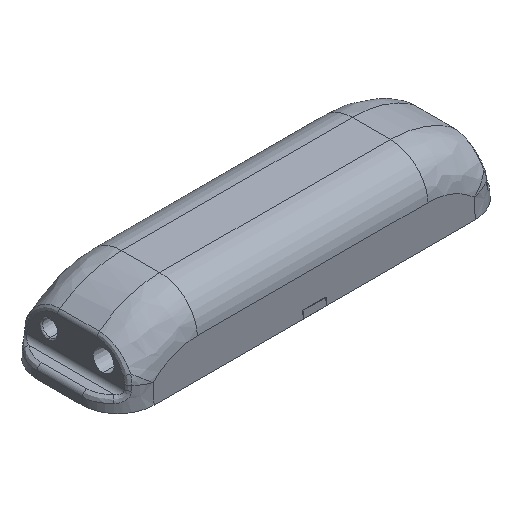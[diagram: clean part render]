
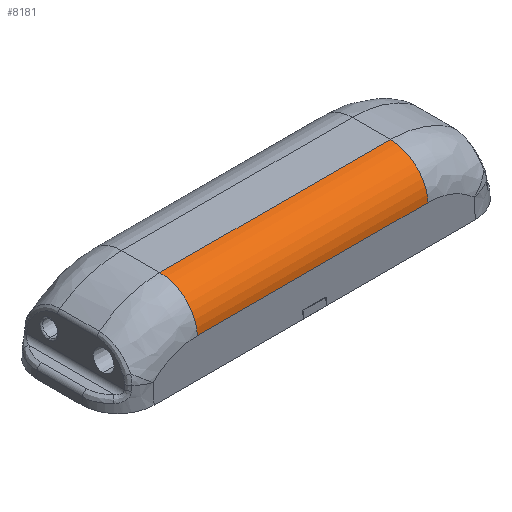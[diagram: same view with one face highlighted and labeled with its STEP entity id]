
A CAD part, isometric view. The second image highlights one B-rep face of the part: STEP entity #8181.
In plain terms, the highlighted cylindrical face has radius 4.572 mm (diameter 9.144 mm), a partial arc.
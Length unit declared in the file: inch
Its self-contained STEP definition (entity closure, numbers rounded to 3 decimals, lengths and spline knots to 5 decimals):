
#96 = VECTOR ( 'NONE', #13118, 39.37008 ) ;
#485 = VERTEX_POINT ( 'NONE', #3664 ) ;
#506 = CARTESIAN_POINT ( 'NONE',  ( 0.55, -0.09111, 0.345 ) ) ;
#1010 = AXIS2_PLACEMENT_3D ( 'NONE', #10970, #6926, #4770 ) ;
#1319 = EDGE_CURVE ( 'NONE', #7068, #10700, #10801, .T. ) ;
#1440 = CIRCLE ( 'NONE', #1010, 0.18 ) ;
#1839 = DIRECTION ( 'NONE',  ( -1., 0., 0. ) ) ;
#2438 = DIRECTION ( 'NONE',  ( 1., 0., 0. ) ) ;
#3254 = CARTESIAN_POINT ( 'NONE',  ( 0.55, -0.27086, 0.17442 ) ) ;
#3664 = CARTESIAN_POINT ( 'NONE',  ( -0.55, -0.27086, 0.17442 ) ) ;
#3698 = DIRECTION ( 'NONE',  ( 0., 0., -1. ) ) ;
#3970 = FACE_OUTER_BOUND ( 'NONE', #11048, .T. ) ;
#4599 = EDGE_CURVE ( 'NONE', #9755, #10700, #1440, .T. ) ;
#4731 = ORIENTED_EDGE ( 'NONE', *, *, #1319, .F. ) ;
#4765 = CYLINDRICAL_SURFACE ( 'NONE', #8261, 0.18 ) ;
#4770 = DIRECTION ( 'NONE',  ( 0., 0., 1. ) ) ;
#5771 = VECTOR ( 'NONE', #2438, 39.37008 ) ;
#5919 = LINE ( 'NONE', #11913, #96 ) ;
#5985 = DIRECTION ( 'NONE',  ( 1., 0., 0. ) ) ;
#6325 = EDGE_CURVE ( 'NONE', #485, #7068, #8310, .T. ) ;
#6632 = ORIENTED_EDGE ( 'NONE', *, *, #8180, .F. ) ;
#6780 = CARTESIAN_POINT ( 'NONE',  ( 0.55, -0.09111, 0.345 ) ) ;
#6926 = DIRECTION ( 'NONE',  ( -1., 0., 0. ) ) ;
#6961 = CARTESIAN_POINT ( 'NONE',  ( -0.55, -0.09111, 0.165 ) ) ;
#7068 = VERTEX_POINT ( 'NONE', #12573 ) ;
#7878 = AXIS2_PLACEMENT_3D ( 'NONE', #6961, #1839, #12020 ) ;
#7967 = ORIENTED_EDGE ( 'NONE', *, *, #4599, .T. ) ;
#8180 = EDGE_CURVE ( 'NONE', #9755, #485, #5919, .T. ) ;
#8181 = ADVANCED_FACE ( 'NONE', ( #3970 ), #4765, .T. ) ;
#8261 = AXIS2_PLACEMENT_3D ( 'NONE', #8876, #5985, #3698 ) ;
#8310 = CIRCLE ( 'NONE', #7878, 0.18 ) ;
#8876 = CARTESIAN_POINT ( 'NONE',  ( -0.766, -0.09111, 0.165 ) ) ;
#9755 = VERTEX_POINT ( 'NONE', #3254 ) ;
#10700 = VERTEX_POINT ( 'NONE', #6780 ) ;
#10801 = LINE ( 'NONE', #506, #5771 ) ;
#10970 = CARTESIAN_POINT ( 'NONE',  ( 0.55, -0.09111, 0.165 ) ) ;
#11048 = EDGE_LOOP ( 'NONE', ( #7967, #4731, #12067, #6632 ) ) ;
#11913 = CARTESIAN_POINT ( 'NONE',  ( -0.55, -0.27086, 0.17442 ) ) ;
#12020 = DIRECTION ( 'NONE',  ( 0., 0., 1. ) ) ;
#12067 = ORIENTED_EDGE ( 'NONE', *, *, #6325, .F. ) ;
#12573 = CARTESIAN_POINT ( 'NONE',  ( -0.55, -0.09111, 0.345 ) ) ;
#13118 = DIRECTION ( 'NONE',  ( -1., 0., 0. ) ) ;
